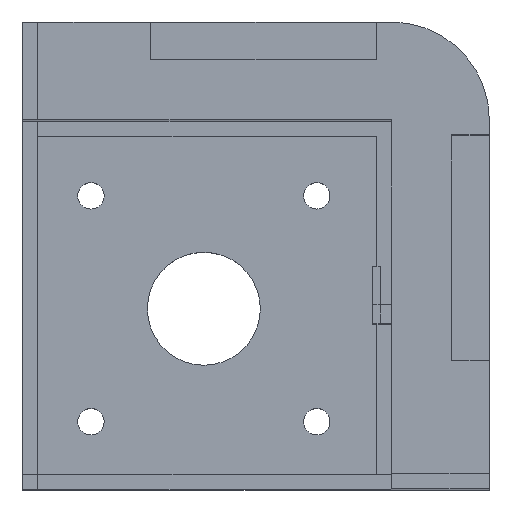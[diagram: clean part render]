
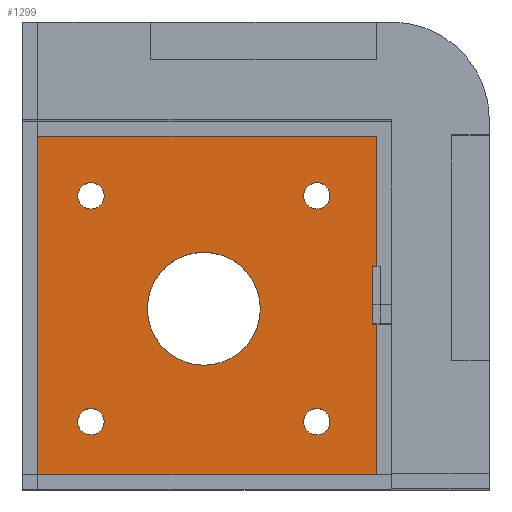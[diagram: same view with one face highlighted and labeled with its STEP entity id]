
A CAD part, top view. The second image highlights one B-rep face of the part: STEP entity #1299.
In plain terms, the highlighted planar face has unit normal (0, 0, 1).
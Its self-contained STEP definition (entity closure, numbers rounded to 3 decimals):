
#591 = EDGE_CURVE('',#592,#592,#594,.T.);
#592 = VERTEX_POINT('',#593);
#593 = CARTESIAN_POINT('',(8.821,7.071,5.));
#594 = CIRCLE('',#595,1.75);
#595 = AXIS2_PLACEMENT_3D('',#596,#597,#598);
#596 = CARTESIAN_POINT('',(7.071,7.071,5.));
#597 = DIRECTION('',(0.,0.,1.));
#598 = DIRECTION('',(1.,0.,0.));
#616 = EDGE_CURVE('',#617,#617,#619,.T.);
#617 = VERTEX_POINT('',#618);
#618 = CARTESIAN_POINT('',(29.571,22.071,5.));
#619 = CIRCLE('',#620,7.5);
#620 = AXIS2_PLACEMENT_3D('',#621,#622,#623);
#621 = CARTESIAN_POINT('',(22.071,22.071,5.));
#622 = DIRECTION('',(0.,0.,1.));
#623 = DIRECTION('',(1.,0.,0.));
#641 = EDGE_CURVE('',#642,#642,#644,.T.);
#642 = VERTEX_POINT('',#643);
#643 = CARTESIAN_POINT('',(38.821,7.071,5.));
#644 = CIRCLE('',#645,1.75);
#645 = AXIS2_PLACEMENT_3D('',#646,#647,#648);
#646 = CARTESIAN_POINT('',(37.071,7.071,5.));
#647 = DIRECTION('',(0.,0.,1.));
#648 = DIRECTION('',(1.,0.,0.));
#691 = EDGE_CURVE('',#692,#692,#694,.T.);
#692 = VERTEX_POINT('',#693);
#693 = CARTESIAN_POINT('',(8.821,37.071,5.));
#694 = CIRCLE('',#695,1.75);
#695 = AXIS2_PLACEMENT_3D('',#696,#697,#698);
#696 = CARTESIAN_POINT('',(7.071,37.071,5.));
#697 = DIRECTION('',(0.,0.,1.));
#698 = DIRECTION('',(1.,0.,0.));
#741 = EDGE_CURVE('',#742,#742,#744,.T.);
#742 = VERTEX_POINT('',#743);
#743 = CARTESIAN_POINT('',(38.821,37.071,5.));
#744 = CIRCLE('',#745,1.75);
#745 = AXIS2_PLACEMENT_3D('',#746,#747,#748);
#746 = CARTESIAN_POINT('',(37.071,37.071,5.));
#747 = DIRECTION('',(0.,0.,1.));
#748 = DIRECTION('',(1.,0.,0.));
#1299 = ADVANCED_FACE('',(#1300,#1334,#1337,#1340,#1343,#1346),#1349,.T.
  );
#1300 = FACE_BOUND('',#1301,.T.);
#1301 = EDGE_LOOP('',(#1302,#1312,#1320,#1328));
#1302 = ORIENTED_EDGE('',*,*,#1303,.T.);
#1303 = EDGE_CURVE('',#1304,#1306,#1308,.T.);
#1304 = VERTEX_POINT('',#1305);
#1305 = CARTESIAN_POINT('',(0.,0.,5.));
#1306 = VERTEX_POINT('',#1307);
#1307 = CARTESIAN_POINT('',(45.,0.,5.));
#1308 = LINE('',#1309,#1310);
#1309 = CARTESIAN_POINT('',(0.,0.,5.));
#1310 = VECTOR('',#1311,1.);
#1311 = DIRECTION('',(1.,0.,0.));
#1312 = ORIENTED_EDGE('',*,*,#1313,.T.);
#1313 = EDGE_CURVE('',#1306,#1314,#1316,.T.);
#1314 = VERTEX_POINT('',#1315);
#1315 = CARTESIAN_POINT('',(45.,45.,5.));
#1316 = LINE('',#1317,#1318);
#1317 = CARTESIAN_POINT('',(45.,0.,5.));
#1318 = VECTOR('',#1319,1.);
#1319 = DIRECTION('',(0.,1.,0.));
#1320 = ORIENTED_EDGE('',*,*,#1321,.T.);
#1321 = EDGE_CURVE('',#1314,#1322,#1324,.T.);
#1322 = VERTEX_POINT('',#1323);
#1323 = CARTESIAN_POINT('',(0.,45.,5.));
#1324 = LINE('',#1325,#1326);
#1325 = CARTESIAN_POINT('',(45.,45.,5.));
#1326 = VECTOR('',#1327,1.);
#1327 = DIRECTION('',(-1.,0.,0.));
#1328 = ORIENTED_EDGE('',*,*,#1329,.T.);
#1329 = EDGE_CURVE('',#1322,#1304,#1330,.T.);
#1330 = LINE('',#1331,#1332);
#1331 = CARTESIAN_POINT('',(0.,45.,5.));
#1332 = VECTOR('',#1333,1.);
#1333 = DIRECTION('',(0.,-1.,0.));
#1334 = FACE_BOUND('',#1335,.T.);
#1335 = EDGE_LOOP('',(#1336));
#1336 = ORIENTED_EDGE('',*,*,#591,.F.);
#1337 = FACE_BOUND('',#1338,.T.);
#1338 = EDGE_LOOP('',(#1339));
#1339 = ORIENTED_EDGE('',*,*,#641,.F.);
#1340 = FACE_BOUND('',#1341,.T.);
#1341 = EDGE_LOOP('',(#1342));
#1342 = ORIENTED_EDGE('',*,*,#691,.F.);
#1343 = FACE_BOUND('',#1344,.T.);
#1344 = EDGE_LOOP('',(#1345));
#1345 = ORIENTED_EDGE('',*,*,#616,.F.);
#1346 = FACE_BOUND('',#1347,.T.);
#1347 = EDGE_LOOP('',(#1348));
#1348 = ORIENTED_EDGE('',*,*,#741,.F.);
#1349 = PLANE('',#1350);
#1350 = AXIS2_PLACEMENT_3D('',#1351,#1352,#1353);
#1351 = CARTESIAN_POINT('',(22.5,22.5,5.));
#1352 = DIRECTION('',(0.,0.,1.));
#1353 = DIRECTION('',(1.,0.,0.));
